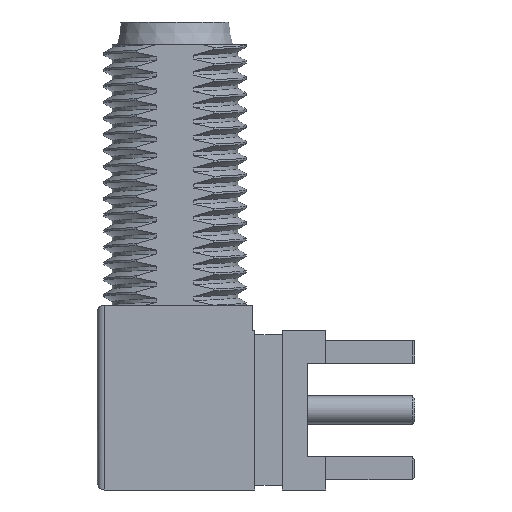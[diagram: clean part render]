
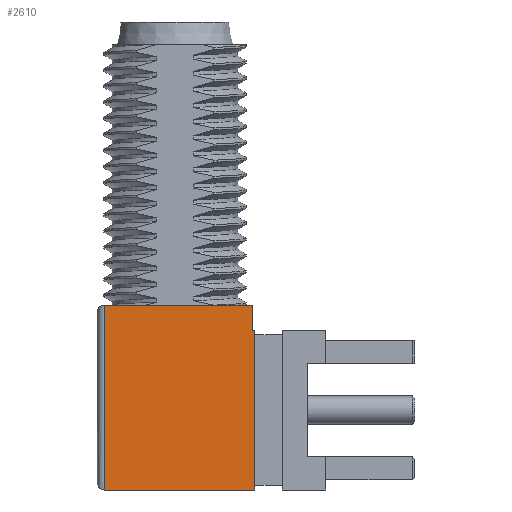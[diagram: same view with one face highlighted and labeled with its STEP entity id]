
A CAD part, left-side view. The second image highlights one B-rep face of the part: STEP entity #2610.
In plain terms, the highlighted planar face has unit normal (-1, 0, 0).
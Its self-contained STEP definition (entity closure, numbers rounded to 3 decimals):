
#310=FACE_OUTER_BOUND('',#462,.T.);
#462=EDGE_LOOP('',(#1861,#1862,#1863,#1864,#1865,#1866));
#664=LINE('',#3578,#898);
#670=LINE('',#3593,#904);
#671=LINE('',#3595,#905);
#672=LINE('',#3597,#906);
#673=LINE('',#3599,#907);
#674=LINE('',#3600,#908);
#898=VECTOR('',#3045,10.);
#904=VECTOR('',#3061,10.);
#905=VECTOR('',#3062,10.);
#906=VECTOR('',#3063,10.);
#907=VECTOR('',#3064,10.);
#908=VECTOR('',#3065,10.);
#1108=VERTEX_POINT('',#3573);
#1109=VERTEX_POINT('',#3577);
#1113=VERTEX_POINT('',#3592);
#1114=VERTEX_POINT('',#3594);
#1115=VERTEX_POINT('',#3596);
#1116=VERTEX_POINT('',#3598);
#1395=EDGE_CURVE('',#1108,#1109,#664,.T.);
#1403=EDGE_CURVE('',#1113,#1108,#670,.T.);
#1404=EDGE_CURVE('',#1113,#1114,#671,.T.);
#1405=EDGE_CURVE('',#1114,#1115,#672,.T.);
#1406=EDGE_CURVE('',#1115,#1116,#673,.T.);
#1407=EDGE_CURVE('',#1109,#1116,#674,.T.);
#1861=ORIENTED_EDGE('',*,*,#1395,.F.);
#1862=ORIENTED_EDGE('',*,*,#1403,.F.);
#1863=ORIENTED_EDGE('',*,*,#1404,.T.);
#1864=ORIENTED_EDGE('',*,*,#1405,.T.);
#1865=ORIENTED_EDGE('',*,*,#1406,.T.);
#1866=ORIENTED_EDGE('',*,*,#1407,.F.);
#2532=PLANE('',#2785);
#2610=ADVANCED_FACE('',(#310),#2532,.T.);
#2785=AXIS2_PLACEMENT_3D('',#3591,#3059,#3060);
#3045=DIRECTION('',(0.,0.,1.));
#3059=DIRECTION('center_axis',(-1.,0.,0.));
#3060=DIRECTION('ref_axis',(0.,0.,1.));
#3061=DIRECTION('',(0.,1.,0.));
#3062=DIRECTION('',(0.,0.,1.));
#3063=DIRECTION('',(0.,1.,0.));
#3064=DIRECTION('',(0.,0.,1.));
#3065=DIRECTION('',(0.,-1.,0.));
#3573=CARTESIAN_POINT('',(-3.5,9.7,-3.5));
#3577=CARTESIAN_POINT('',(-3.5,9.7,4.6));
#3578=CARTESIAN_POINT('',(-3.5,9.7,-1.75));
#3591=CARTESIAN_POINT('Origin',(-3.5,3.1,-3.5));
#3592=CARTESIAN_POINT('',(-3.5,3.1,-3.5));
#3593=CARTESIAN_POINT('',(-3.5,3.1,-3.5));
#3594=CARTESIAN_POINT('',(-3.5,3.1,3.5));
#3595=CARTESIAN_POINT('',(-3.5,3.1,-3.5));
#3596=CARTESIAN_POINT('',(-3.5,3.2,3.5));
#3597=CARTESIAN_POINT('',(-3.5,3.1,3.5));
#3598=CARTESIAN_POINT('',(-3.5,3.2,4.6));
#3599=CARTESIAN_POINT('',(-3.5,3.2,3.5));
#3600=CARTESIAN_POINT('',(-3.5,10.,4.6));
